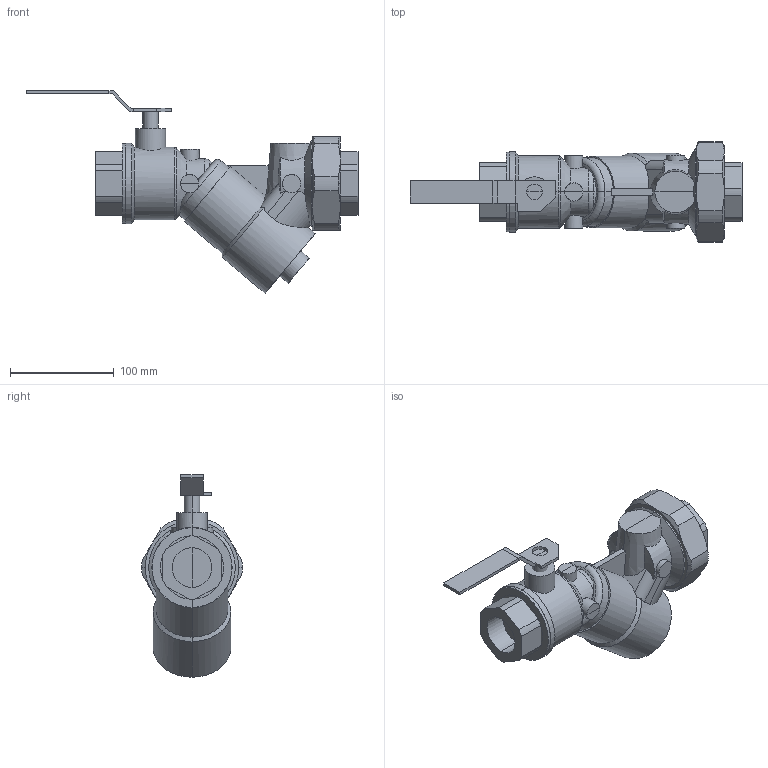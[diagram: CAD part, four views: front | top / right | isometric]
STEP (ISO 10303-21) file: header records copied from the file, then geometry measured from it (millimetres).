
FILE_DESCRIPTION(/* description */ (''),/* implementation_level */ '2;1');
FILE_NAME(/* name */ '121181.stp',/* time_stamp */ '2016-07-27T09:00:51+02:00',/* author */ ('UFFTEC'),/* organization */ (''),/* preprocessor_version */ 'ST-DEVELOPER v15.2',/* originating_system */ 'Autodesk Inventor 2014',/* authorisation */ '');
FILE_SCHEMA (('AUTOMOTIVE_DESIGN { 1 0 10303 214 3 1 1 }'));
Length unit declared in the file: millimetre
Products named in the file (8): Parte333; Parte335; Parte337; Parte339; Parte341; Parte343; Parte345; Assieme13
Bounding box: 320 x 97 x 195.11 mm (x, y, z)
Volume: 1292888.8 mm3; surface area: 133459.1 mm2
Topology: 7 solids, 7 shells, 190 faces, 465 edges, 291 vertices
Faces by surface type: plane 91, cylinder 63, cone 30, torus 6
Entity records: 6537 total; most frequent: CARTESIAN_POINT 2043, ORIENTED_EDGE 930, DIRECTION 909, EDGE_CURVE 465, AXIS2_PLACEMENT_3D 347, VERTEX_POINT 291, LINE 215, VECTOR 215
